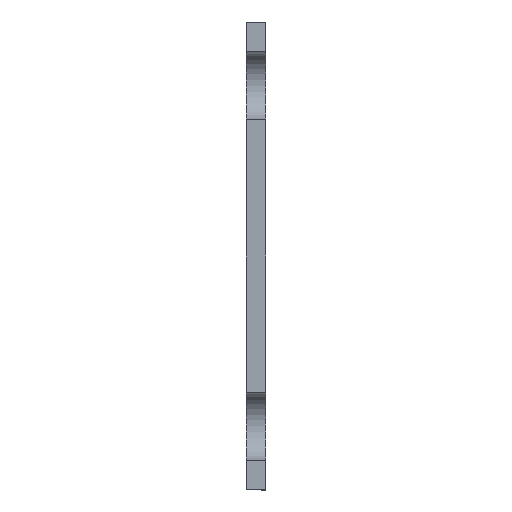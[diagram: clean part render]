
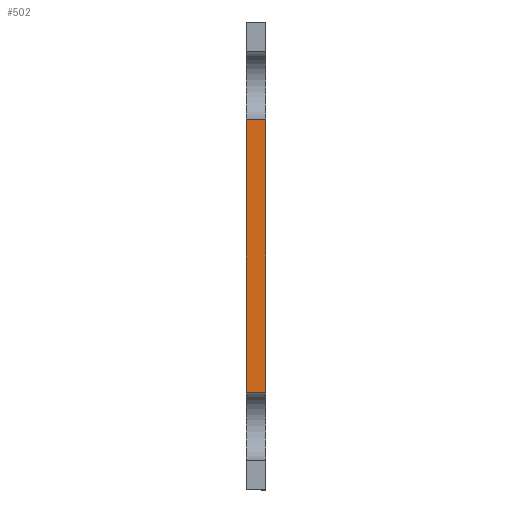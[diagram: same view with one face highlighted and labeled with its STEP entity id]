
A CAD part, left-side view. The second image highlights one B-rep face of the part: STEP entity #502.
In plain terms, the highlighted planar face has unit normal (-1, 0, 0).
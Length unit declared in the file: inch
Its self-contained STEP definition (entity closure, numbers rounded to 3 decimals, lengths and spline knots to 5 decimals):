
#46 = CARTESIAN_POINT ( 'NONE',  ( -9.5, 0., 0.5 ) ) ;
#48 = CARTESIAN_POINT ( 'NONE',  ( -9.5, 0., -0.5 ) ) ;
#60 = EDGE_LOOP ( 'NONE', ( #540, #551, #609, #701 ) ) ;
#92 = CARTESIAN_POINT ( 'NONE',  ( -9.5, 0.072, 0.5 ) ) ;
#98 = LINE ( 'NONE', #462, #633 ) ;
#115 = EDGE_CURVE ( 'NONE', #361, #136, #634, .T. ) ;
#136 = VERTEX_POINT ( 'NONE', #610 ) ;
#185 = VECTOR ( 'NONE', #375, 39.37008 ) ;
#222 = CARTESIAN_POINT ( 'NONE',  ( -9.5, 0., -0.5 ) ) ;
#301 = EDGE_CURVE ( 'NONE', #436, #309, #339, .T. ) ;
#309 = VERTEX_POINT ( 'NONE', #762 ) ;
#310 = CARTESIAN_POINT ( 'NONE',  ( -9.5, 0.072, -0.859 ) ) ;
#332 = DIRECTION ( 'NONE',  ( 0., 1., 0. ) ) ;
#334 = DIRECTION ( 'NONE',  ( 0., 1., 0. ) ) ;
#337 = LINE ( 'NONE', #310, #185 ) ;
#339 = LINE ( 'NONE', #48, #508 ) ;
#361 = VERTEX_POINT ( 'NONE', #46 ) ;
#375 = DIRECTION ( 'NONE',  ( 0., 0., -1. ) ) ;
#436 = VERTEX_POINT ( 'NONE', #222 ) ;
#462 = CARTESIAN_POINT ( 'NONE',  ( -9.5, 0., 0.859 ) ) ;
#470 = VECTOR ( 'NONE', #334, 39.37008 ) ;
#502 = ADVANCED_FACE ( 'NONE', ( #665 ), #651, .T. ) ;
#508 = VECTOR ( 'NONE', #332, 39.37008 ) ;
#533 = DIRECTION ( 'NONE',  ( -1., 0., 0. ) ) ;
#540 = ORIENTED_EDGE ( 'NONE', *, *, #115, .T. ) ;
#551 = ORIENTED_EDGE ( 'NONE', *, *, #691, .T. ) ;
#599 = CARTESIAN_POINT ( 'NONE',  ( -9.5, 0.072, 0.859 ) ) ;
#609 = ORIENTED_EDGE ( 'NONE', *, *, #301, .F. ) ;
#610 = CARTESIAN_POINT ( 'NONE',  ( -9.5, 0.072, 0.5 ) ) ;
#633 = VECTOR ( 'NONE', #710, 39.37008 ) ;
#634 = LINE ( 'NONE', #92, #470 ) ;
#651 = PLANE ( 'NONE',  #727 ) ;
#665 = FACE_OUTER_BOUND ( 'NONE', #60, .T. ) ;
#691 = EDGE_CURVE ( 'NONE', #136, #309, #337, .T. ) ;
#701 = ORIENTED_EDGE ( 'NONE', *, *, #766, .T. ) ;
#710 = DIRECTION ( 'NONE',  ( 0., 0., 1. ) ) ;
#722 = DIRECTION ( 'NONE',  ( 0., 0., 1. ) ) ;
#727 = AXIS2_PLACEMENT_3D ( 'NONE', #599, #533, #722 ) ;
#762 = CARTESIAN_POINT ( 'NONE',  ( -9.5, 0.072, -0.5 ) ) ;
#766 = EDGE_CURVE ( 'NONE', #436, #361, #98, .T. ) ;
